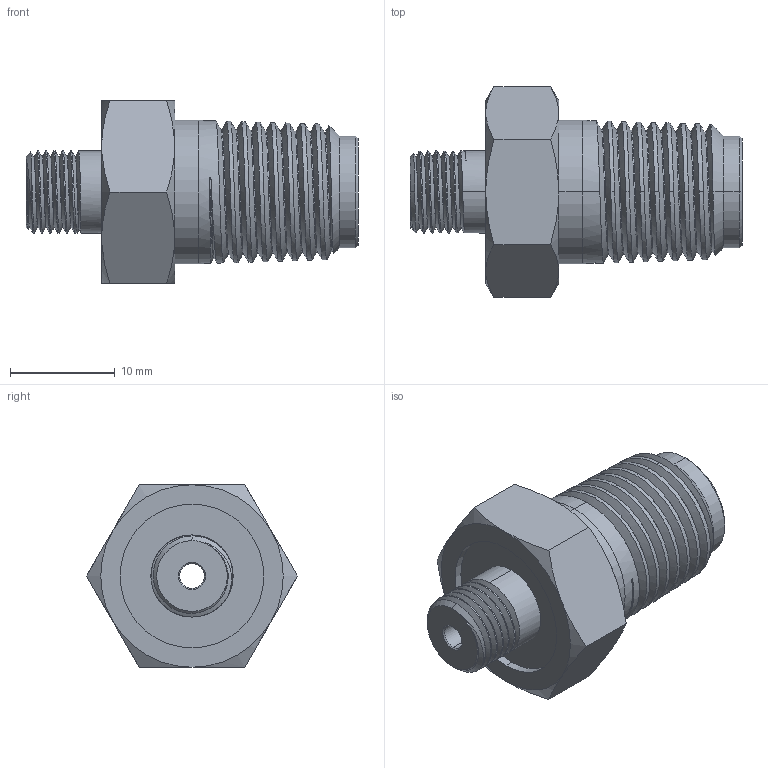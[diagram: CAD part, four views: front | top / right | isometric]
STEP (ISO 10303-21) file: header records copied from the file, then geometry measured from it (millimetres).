
FILE_DESCRIPTION (( 'STEP AP203' ), '1' );
FILE_NAME ('INL-110BR-4M-20.STEP', '2024-11-12T20:46:54', ( '' ), ( '' ), 'SwSTEP 2.0', 'SolidWorks 2018', '' );
FILE_SCHEMA (( 'CONFIG_CONTROL_DESIGN' ));
Length unit declared in the file: inch
Products named in the file (1): INL-110BR-4M-20
Bounding box: 31.75 x 20.16 x 17.46 mm (x, y, z)
Volume: 4127 mm3; surface area: 2379.8 mm2
Topology: 1 solids, 1 shells, 70 faces, 185 edges, 120 vertices
Faces by surface type: cone 32, cylinder 21, plane 11, bspline 6
Entity records: 8945 total; most frequent: CARTESIAN_POINT 7302, ORIENTED_EDGE 370, DIRECTION 254, EDGE_CURVE 185, VERTEX_POINT 120, AXIS2_PLACEMENT_3D 98, B_SPLINE_CURVE_WITH_KNOTS 94, EDGE_LOOP 75
